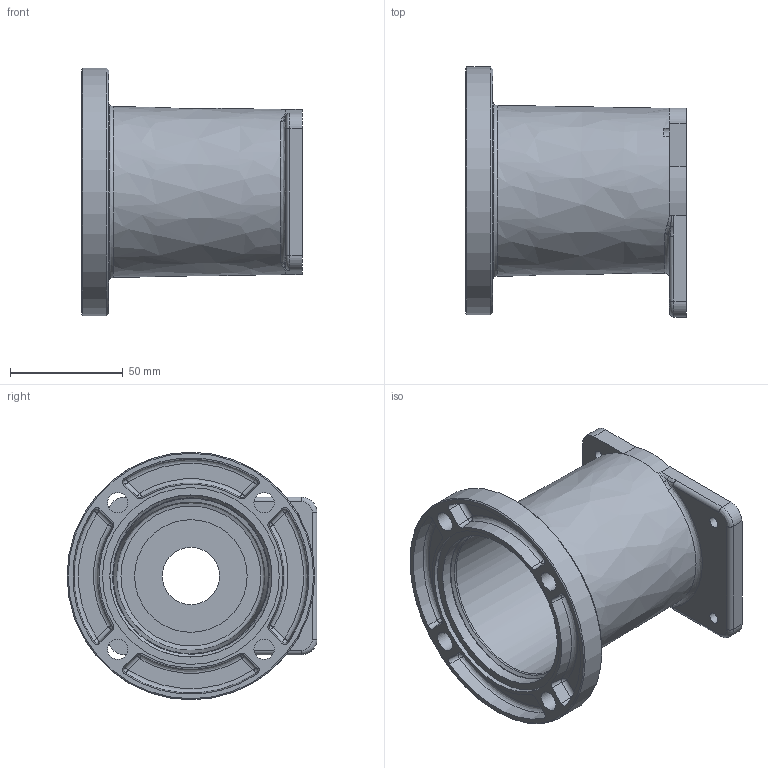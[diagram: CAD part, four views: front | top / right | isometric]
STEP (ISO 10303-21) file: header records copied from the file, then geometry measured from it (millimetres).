
FILE_DESCRIPTION(('STEP AP203'),'2;1');
FILE_NAME('LMH151.stp','2006-06-05T13:33:13',(''),(''),'2005.1.101','THINKDESIGN','');
FILE_SCHEMA(('CONFIG_CONTROL_DESIGN'));
Length unit declared in the file: millimetre
Bounding box: 98 x 111 x 110 mm (x, y, z)
Volume: 139780.4 mm3; surface area: 71984.6 mm2
Topology: 2 solids, 2 shells, 137 faces, 360 edges, 217 vertices
Faces by surface type: bspline 73, cylinder 33, plane 31
Full cylindrical faces by diameter (mm): 5 x4, 9 x4, 25.4 x1, 50 x1, 53 x2, 72 x1, 78 x1, 78.5 x1, 110 x1
Entity records: 10594 total; most frequent: CARTESIAN_POINT 7383, ORIENTED_EDGE 688, DIRECTION 591, EDGE_CURVE 344, AXIS2_PLACEMENT_3D 237, VERTEX_POINT 217, CIRCLE 173, EDGE_LOOP 163
